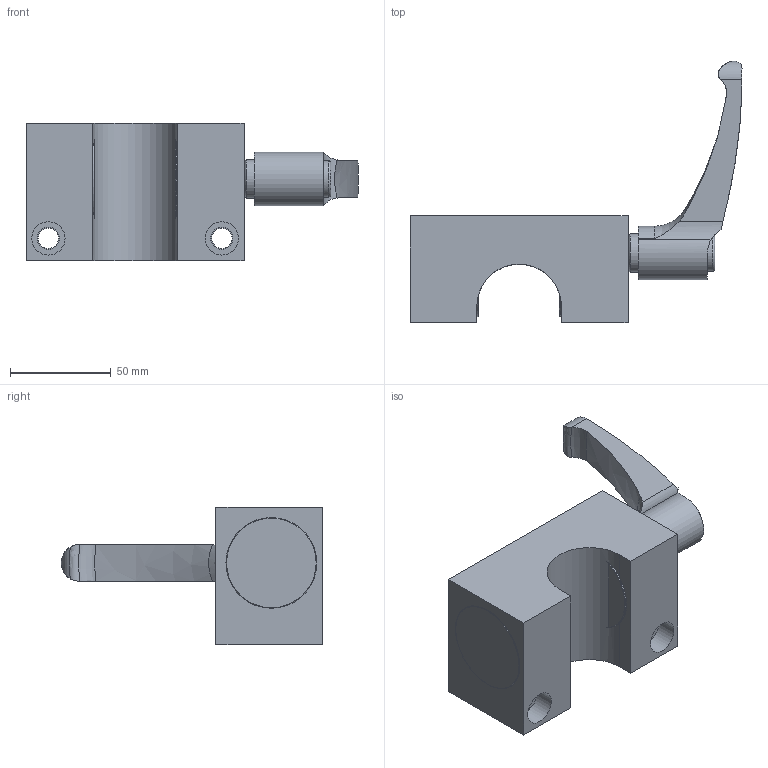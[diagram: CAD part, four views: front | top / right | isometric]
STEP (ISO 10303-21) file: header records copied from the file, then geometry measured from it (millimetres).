
FILE_DESCRIPTION( ( 'STEP AP214' ), '1' );
FILE_NAME( 'HKR4000A.stp', '2021-08-25T11:08:01', ( 'License CC BY-ND 4.0' ), ( 'CADENAS' ), ' ', 'PARTsolutions', ' ' );
FILE_SCHEMA( ( 'AUTOMOTIVE_DESIGN { 1 0 10303 214 1 1 1 1 }' ) );
Length unit declared in the file: millimetre
Products named in the file (3): HKR4000A; _gehaeuse-HKR 40; _ELESA-Klemmhebel GN 604-95-M10-SG
Assembly tree (2 placements, depth 2):
  HKR4000A
    _gehaeuse-HKR 40
    _ELESA-Klemmhebel GN 604-95-M10-SG
Bounding box: 164.61 x 129.7 x 68 mm (x, y, z)
Volume: 348439.3 mm3; surface area: 47865.3 mm2
Topology: 2 solids, 2 shells, 73 faces, 180 edges, 116 vertices
Faces by surface type: plane 33, cylinder 23, cone 8, torus 7, bspline 2
Full cylindrical faces by diameter (mm): 8.376 x1, 10.106 x2, 11 x2, 16.5 x2, 19 x1, 45 x2
Entity records: 3013 total; most frequent: CARTESIAN_POINT 791, DIRECTION 316, ORIENTED_EDGE 310, EDGE_CURVE 155, AXIS2_PLACEMENT_3D 129, VERTEX_POINT 109, EDGE_LOOP 104, FACE_OUTER_BOUND 84
